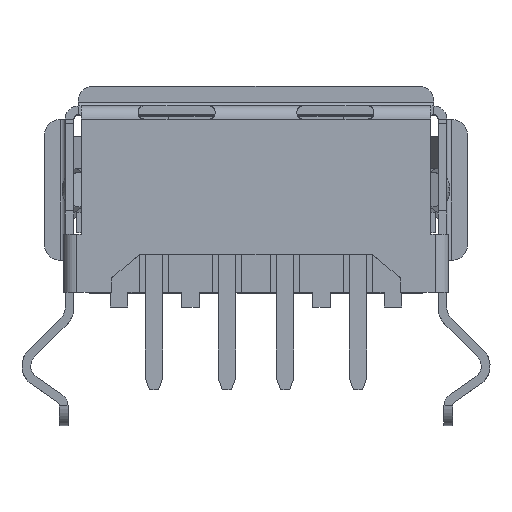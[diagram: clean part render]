
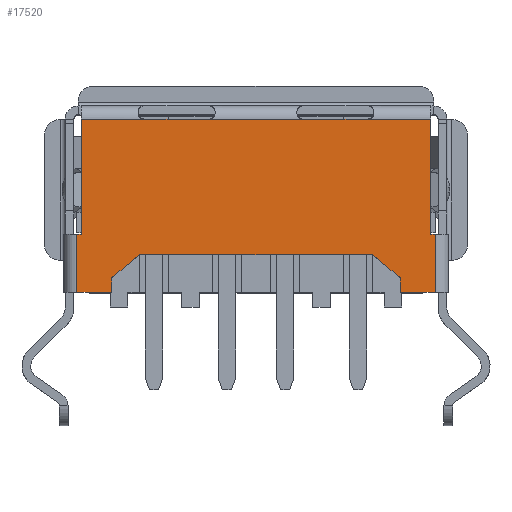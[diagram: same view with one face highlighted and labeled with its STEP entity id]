
A CAD part, top view. The second image highlights one B-rep face of the part: STEP entity #17520.
In plain terms, the highlighted planar face has unit normal (0, 0, 1).
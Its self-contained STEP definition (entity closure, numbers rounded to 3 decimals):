
#209 = EDGE_CURVE ( 'NONE', #10728, #1164, #215, .T. ) ;
#215 = LINE ( 'NONE', #8180, #9187 ) ;
#231 = DIRECTION ( 'NONE',  ( 1., 0., 0. ) ) ;
#416 = CARTESIAN_POINT ( 'NONE',  ( -4.95, -6.4, 6.925 ) ) ;
#618 = VERTEX_POINT ( 'NONE', #19568 ) ;
#1037 = CARTESIAN_POINT ( 'NONE',  ( 4.95, -6.4, 6.925 ) ) ;
#1164 = VERTEX_POINT ( 'NONE', #16180 ) ;
#1185 = DIRECTION ( 'NONE',  ( 0., -1., 0. ) ) ;
#1264 = DIRECTION ( 'NONE',  ( 0., 1., 0. ) ) ;
#1274 = VERTEX_POINT ( 'NONE', #13961 ) ;
#1517 = CARTESIAN_POINT ( 'NONE',  ( 0., -6.4, 6.925 ) ) ;
#1644 = VERTEX_POINT ( 'NONE', #18072 ) ;
#1672 = CARTESIAN_POINT ( 'NONE',  ( 4.95, -6.4, 6.925 ) ) ;
#1870 = LINE ( 'NONE', #17146, #8778 ) ;
#2159 = EDGE_CURVE ( 'NONE', #19596, #20829, #15965, .T. ) ;
#2410 = CARTESIAN_POINT ( 'NONE',  ( 3.997, -5.1, 6.925 ) ) ;
#2659 = CARTESIAN_POINT ( 'NONE',  ( -6., -0.45, 6.925 ) ) ;
#2775 = DIRECTION ( 'NONE',  ( 0., 1., 0. ) ) ;
#2973 = AXIS2_PLACEMENT_3D ( 'NONE', #18130, #6644, #2775 ) ;
#3018 = ORIENTED_EDGE ( 'NONE', *, *, #9329, .T. ) ;
#3146 = EDGE_CURVE ( 'NONE', #9671, #8451, #19775, .T. ) ;
#3203 = EDGE_CURVE ( 'NONE', #1644, #17440, #4465, .T. ) ;
#3306 = DIRECTION ( 'NONE',  ( 0., -1., 0. ) ) ;
#3362 = VECTOR ( 'NONE', #17114, 1000. ) ;
#3684 = CARTESIAN_POINT ( 'NONE',  ( 4.95, -5.9, 6.925 ) ) ;
#3759 = VERTEX_POINT ( 'NONE', #23333 ) ;
#3775 = DIRECTION ( 'NONE',  ( 1., 0., 0. ) ) ;
#3910 = CARTESIAN_POINT ( 'NONE',  ( 3.848, -0.45, 6.925 ) ) ;
#4056 = LINE ( 'NONE', #24251, #11261 ) ;
#4080 = LINE ( 'NONE', #9099, #13971 ) ;
#4269 = DIRECTION ( 'NONE',  ( -1., 0., 0. ) ) ;
#4465 = LINE ( 'NONE', #10675, #10779 ) ;
#4512 = DIRECTION ( 'NONE',  ( 1., 0., 0. ) ) ;
#4556 = LINE ( 'NONE', #1037, #20758 ) ;
#4776 = CARTESIAN_POINT ( 'NONE',  ( 6.15, -4.4, 6.925 ) ) ;
#4814 = DIRECTION ( 'NONE',  ( 1., 0., 0. ) ) ;
#5269 = LINE ( 'NONE', #7752, #7076 ) ;
#5351 = ORIENTED_EDGE ( 'NONE', *, *, #10268, .F. ) ;
#5435 = ORIENTED_EDGE ( 'NONE', *, *, #21070, .T. ) ;
#5482 = LINE ( 'NONE', #3910, #8765 ) ;
#6125 = CARTESIAN_POINT ( 'NONE',  ( -6.15, -4.4, 6.925 ) ) ;
#6230 = FACE_OUTER_BOUND ( 'NONE', #6805, .T. ) ;
#6644 = DIRECTION ( 'NONE',  ( 0., 0., -1. ) ) ;
#6755 = CARTESIAN_POINT ( 'NONE',  ( -3.848, -0.45, 6.925 ) ) ;
#6805 = EDGE_LOOP ( 'NONE', ( #13868, #9690, #5351, #12701, #20794, #14689, #5435, #19906, #13716, #10577, #14261, #19474, #12109, #23071, #8720, #3018, #10301, #23203 ) ) ;
#7076 = VECTOR ( 'NONE', #11693, 1000. ) ;
#7292 = LINE ( 'NONE', #16616, #16313 ) ;
#7694 = EDGE_CURVE ( 'NONE', #20905, #3759, #7292, .T. ) ;
#7752 = CARTESIAN_POINT ( 'NONE',  ( -4.95, -6.4, 6.925 ) ) ;
#8091 = LINE ( 'NONE', #20189, #12607 ) ;
#8180 = CARTESIAN_POINT ( 'NONE',  ( 6., -0.45, 6.925 ) ) ;
#8451 = VERTEX_POINT ( 'NONE', #9171 ) ;
#8720 = ORIENTED_EDGE ( 'NONE', *, *, #15057, .F. ) ;
#8765 = VECTOR ( 'NONE', #231, 1000. ) ;
#8778 = VECTOR ( 'NONE', #3775, 1000. ) ;
#9099 = CARTESIAN_POINT ( 'NONE',  ( 0., -6.4, 6.925 ) ) ;
#9171 = CARTESIAN_POINT ( 'NONE',  ( 6., -0.45, 6.925 ) ) ;
#9187 = VECTOR ( 'NONE', #4512, 1000. ) ;
#9329 = EDGE_CURVE ( 'NONE', #18058, #1274, #17940, .T. ) ;
#9482 = VECTOR ( 'NONE', #10459, 1000. ) ;
#9671 = VERTEX_POINT ( 'NONE', #22228 ) ;
#9690 = ORIENTED_EDGE ( 'NONE', *, *, #10571, .F. ) ;
#10163 = EDGE_CURVE ( 'NONE', #23487, #19596, #15831, .T. ) ;
#10268 = EDGE_CURVE ( 'NONE', #20829, #618, #17605, .T. ) ;
#10301 = ORIENTED_EDGE ( 'NONE', *, *, #23050, .F. ) ;
#10459 = DIRECTION ( 'NONE',  ( -0.766, 0.643, 0. ) ) ;
#10487 = EDGE_CURVE ( 'NONE', #3759, #16251, #4080, .T. ) ;
#10488 = PLANE ( 'NONE',  #2973 ) ;
#10553 = VERTEX_POINT ( 'NONE', #19258 ) ;
#10571 = EDGE_CURVE ( 'NONE', #618, #16251, #5269, .T. ) ;
#10577 = ORIENTED_EDGE ( 'NONE', *, *, #11549, .T. ) ;
#10675 = CARTESIAN_POINT ( 'NONE',  ( 6.15, -6.4, 6.925 ) ) ;
#10728 = VERTEX_POINT ( 'NONE', #23483 ) ;
#10779 = VECTOR ( 'NONE', #21990, 1000. ) ;
#10795 = DIRECTION ( 'NONE',  ( -0.766, -0.643, 0. ) ) ;
#11049 = DIRECTION ( 'NONE',  ( 1., 0., 0. ) ) ;
#11099 = CARTESIAN_POINT ( 'NONE',  ( -6., 0., 6.925 ) ) ;
#11261 = VECTOR ( 'NONE', #20762, 1000. ) ;
#11549 = EDGE_CURVE ( 'NONE', #10553, #8451, #16625, .T. ) ;
#11693 = DIRECTION ( 'NONE',  ( 0., -1., 0. ) ) ;
#11959 = EDGE_CURVE ( 'NONE', #12867, #23487, #4556, .T. ) ;
#12109 = ORIENTED_EDGE ( 'NONE', *, *, #209, .F. ) ;
#12209 = LINE ( 'NONE', #1517, #22105 ) ;
#12324 = VECTOR ( 'NONE', #4269, 1000. ) ;
#12607 = VECTOR ( 'NONE', #20519, 1000. ) ;
#12701 = ORIENTED_EDGE ( 'NONE', *, *, #2159, .F. ) ;
#12867 = VERTEX_POINT ( 'NONE', #1672 ) ;
#13716 = ORIENTED_EDGE ( 'NONE', *, *, #21717, .T. ) ;
#13868 = ORIENTED_EDGE ( 'NONE', *, *, #10487, .T. ) ;
#13961 = CARTESIAN_POINT ( 'NONE',  ( -6., -4.4, 6.925 ) ) ;
#13971 = VECTOR ( 'NONE', #11049, 1000. ) ;
#14234 = CARTESIAN_POINT ( 'NONE',  ( 4.95, -5.9, 6.925 ) ) ;
#14261 = ORIENTED_EDGE ( 'NONE', *, *, #3146, .F. ) ;
#14483 = CARTESIAN_POINT ( 'NONE',  ( -4.95, -5.9, 6.925 ) ) ;
#14689 = ORIENTED_EDGE ( 'NONE', *, *, #11959, .F. ) ;
#15057 = EDGE_CURVE ( 'NONE', #18058, #21544, #22863, .T. ) ;
#15111 = EDGE_CURVE ( 'NONE', #1164, #9671, #5482, .T. ) ;
#15171 = CARTESIAN_POINT ( 'NONE',  ( 6., -0.45, 6.925 ) ) ;
#15831 = LINE ( 'NONE', #14234, #9482 ) ;
#15965 = LINE ( 'NONE', #17793, #12324 ) ;
#16180 = CARTESIAN_POINT ( 'NONE',  ( 1.605, -0.45, 6.925 ) ) ;
#16251 = VERTEX_POINT ( 'NONE', #416 ) ;
#16306 = CARTESIAN_POINT ( 'NONE',  ( 6., -0.45, 6.925 ) ) ;
#16313 = VECTOR ( 'NONE', #1185, 1000. ) ;
#16616 = CARTESIAN_POINT ( 'NONE',  ( -6.15, -4.4, 6.925 ) ) ;
#16625 = LINE ( 'NONE', #18545, #18432 ) ;
#17053 = VECTOR ( 'NONE', #3306, 1000. ) ;
#17114 = DIRECTION ( 'NONE',  ( 1., 0., 0. ) ) ;
#17146 = CARTESIAN_POINT ( 'NONE',  ( -6.15, -4.4, 6.925 ) ) ;
#17440 = VERTEX_POINT ( 'NONE', #4776 ) ;
#17520 = ADVANCED_FACE ( 'NONE', ( #6230 ), #10488, .F. ) ;
#17605 = LINE ( 'NONE', #14483, #23860 ) ;
#17793 = CARTESIAN_POINT ( 'NONE',  ( -3.997, -5.1, 6.925 ) ) ;
#17940 = LINE ( 'NONE', #11099, #17053 ) ;
#18058 = VERTEX_POINT ( 'NONE', #2659 ) ;
#18072 = CARTESIAN_POINT ( 'NONE',  ( 6.15, -6.4, 6.925 ) ) ;
#18130 = CARTESIAN_POINT ( 'NONE',  ( 0., 0., 6.925 ) ) ;
#18432 = VECTOR ( 'NONE', #1264, 1000. ) ;
#18477 = DIRECTION ( 'NONE',  ( 0., 1., 0. ) ) ;
#18545 = CARTESIAN_POINT ( 'NONE',  ( 6., 0., 6.925 ) ) ;
#18700 = DIRECTION ( 'NONE',  ( 1., 0., 0. ) ) ;
#19190 = VECTOR ( 'NONE', #4814, 1000. ) ;
#19258 = CARTESIAN_POINT ( 'NONE',  ( 6., -4.4, 6.925 ) ) ;
#19474 = ORIENTED_EDGE ( 'NONE', *, *, #15111, .F. ) ;
#19568 = CARTESIAN_POINT ( 'NONE',  ( -4.95, -5.9, 6.925 ) ) ;
#19596 = VERTEX_POINT ( 'NONE', #2410 ) ;
#19775 = LINE ( 'NONE', #16306, #19190 ) ;
#19906 = ORIENTED_EDGE ( 'NONE', *, *, #3203, .T. ) ;
#20189 = CARTESIAN_POINT ( 'NONE',  ( -3.848, -0.45, 6.925 ) ) ;
#20519 = DIRECTION ( 'NONE',  ( 1., 0., 0. ) ) ;
#20758 = VECTOR ( 'NONE', #18477, 1000. ) ;
#20762 = DIRECTION ( 'NONE',  ( -1., 0., 0. ) ) ;
#20794 = ORIENTED_EDGE ( 'NONE', *, *, #10163, .F. ) ;
#20829 = VERTEX_POINT ( 'NONE', #21218 ) ;
#20905 = VERTEX_POINT ( 'NONE', #6125 ) ;
#21070 = EDGE_CURVE ( 'NONE', #12867, #1644, #12209, .T. ) ;
#21218 = CARTESIAN_POINT ( 'NONE',  ( -3.997, -5.1, 6.925 ) ) ;
#21544 = VERTEX_POINT ( 'NONE', #6755 ) ;
#21717 = EDGE_CURVE ( 'NONE', #17440, #10553, #4056, .T. ) ;
#21990 = DIRECTION ( 'NONE',  ( 0., 1., 0. ) ) ;
#22105 = VECTOR ( 'NONE', #18700, 1000. ) ;
#22228 = CARTESIAN_POINT ( 'NONE',  ( 3.848, -0.45, 6.925 ) ) ;
#22863 = LINE ( 'NONE', #15171, #3362 ) ;
#23050 = EDGE_CURVE ( 'NONE', #20905, #1274, #1870, .T. ) ;
#23071 = ORIENTED_EDGE ( 'NONE', *, *, #23844, .F. ) ;
#23203 = ORIENTED_EDGE ( 'NONE', *, *, #7694, .T. ) ;
#23333 = CARTESIAN_POINT ( 'NONE',  ( -6.15, -6.4, 6.925 ) ) ;
#23483 = CARTESIAN_POINT ( 'NONE',  ( -1.605, -0.45, 6.925 ) ) ;
#23487 = VERTEX_POINT ( 'NONE', #3684 ) ;
#23844 = EDGE_CURVE ( 'NONE', #21544, #10728, #8091, .T. ) ;
#23860 = VECTOR ( 'NONE', #10795, 1000. ) ;
#24251 = CARTESIAN_POINT ( 'NONE',  ( 6.15, -4.4, 6.925 ) ) ;
